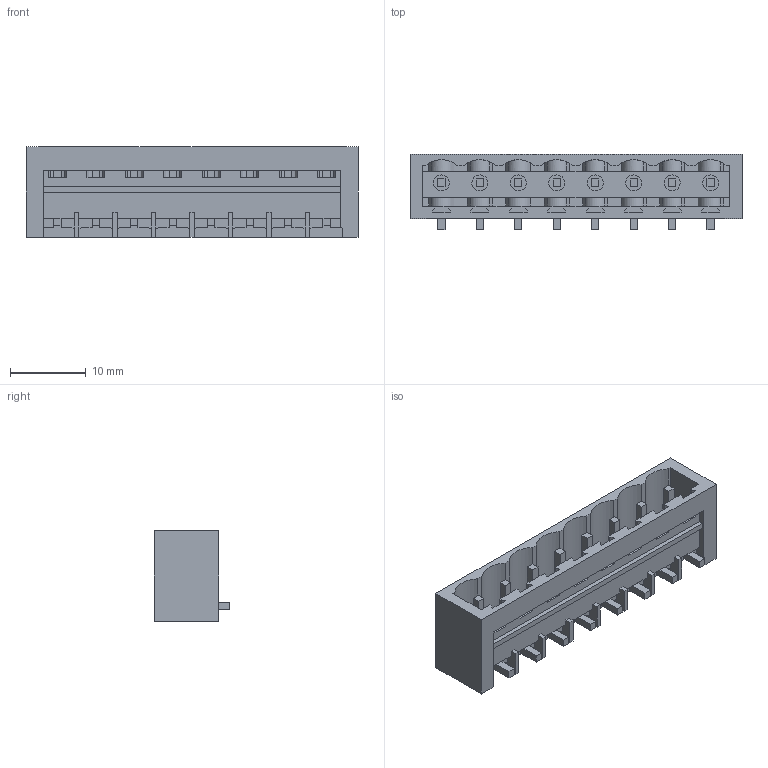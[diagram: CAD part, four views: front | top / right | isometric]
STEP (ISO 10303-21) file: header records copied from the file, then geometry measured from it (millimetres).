
FILE_DESCRIPTION(('CATIA V5 STEP Exchange','CAx-IF Rec.Pracs.--- Model Styling and Organization---1.2---2011-12-15'),'2;1');
FILE_NAME ('D1458300_0', '2017-07-11T10:55:41+00:00', ('none'), ('Weidmueller'), 'CATIA Version 5-6 Release 2014', 'CATIA V5 STEP AP214', 'none');
FILE_SCHEMA(('AUTOMOTIVE_DESIGN { 1 0 10303 214 1 1 1 1 }'));
Length unit declared in the file: millimetre
Products named in the file (1): 1877800000
Bounding box: 43.84 x 10 x 12 mm (x, y, z)
Volume: 1794.7 mm3; surface area: 4080.7 mm2
Topology: 9 solids, 9 shells, 448 faces, 1402 edges, 958 vertices
Faces by surface type: plane 376, cylinder 72
Entity records: 14389 total; most frequent: ORIENTED_EDGE 2804, CARTESIAN_POINT 2723, DIRECTION 1830, EDGE_CURVE 1402, VECTOR 1201, LINE 1201, VERTEX_POINT 958, EDGE_LOOP 466
